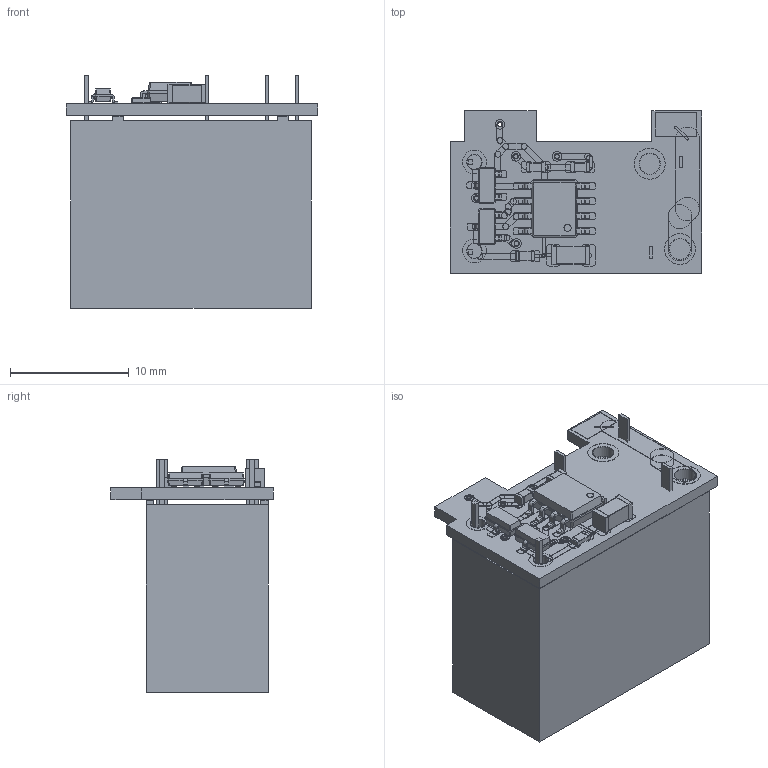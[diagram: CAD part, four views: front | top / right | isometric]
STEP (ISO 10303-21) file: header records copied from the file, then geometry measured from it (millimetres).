
FILE_DESCRIPTION(('KiCad electronic assembly'),'2;1');
FILE_NAME('bistable-relay.step','2024-11-26T16:26:52',('Pcbnew'),( 'Kicad'),'Open CASCADE STEP processor 7.6','KiCad to STEP converter' ,'Unknown');
FILE_SCHEMA(('AUTOMOTIVE_DESIGN { 1 0 10303 214 1 1 1 1 }'));
Length unit declared in the file: millimetre
Products named in the file (153): bistable-relay 1; C_0603_1608Metric; C_1206_3216Metric; R_0603_1608Metric; SOT-23; SOT_23; SOIC-8_3.9x4.9mm_P1.27mm; SOIC_8_39x49mm_P127mm; G5Q_14_EU; _autosave-bistable-relay_track_1; _autosave-bistable-relay_track_2; _autosave-bistable-relay_track_3; _autosave-bistable-relay_track_4; _autosave-bistable-relay_track_5; _autosave-bistable-relay_track_6; _autosave-bistable-relay_track_7; _autosave-bistable-relay_track_8; _autosave-bistable-relay_track_9; _autosave-bistable-relay_track_10; _autosave-bistable-relay_track_11; _autosave-bistable-relay_track_12; _autosave-bistable-relay_track_13; _autosave-bistable-relay_track_14; _autosave-bistable-relay_track_15; _autosave-bistable-relay_track_16; _autosave-bistable-relay_track_17; _autosave-bistable-relay_track_18; _autosave-bistable-relay_track_19; _autosave-bistable-relay_track_20; _autosave-bistable-relay_track_21; _autosave-bistable-relay_track_22; _autosave-bistable-relay_track_23; _autosave-bistable-relay_track_24; _autosave-bistable-relay_track_25; _autosave-bistable-relay_track_26; _autosave-bistable-relay_track_27; _autosave-bistable-relay_track_28; _autosave-bistable-relay_track_29; _autosave-bistable-relay_track_30; _autosave-bistable-relay_track_31 ...
Assembly tree (154 placements, depth 3):
  bistable-relay 1
    C_0603_1608Metric  x2
      C_0603_1608Metric
    C_1206_3216Metric
      C_1206_3216Metric
    R_0603_1608Metric
      R_0603_1608Metric
    SOT-23  x2
      SOT_23
    SOIC-8_3.9x4.9mm_P1.27mm
      SOIC_8_39x49mm_P127mm
    G5Q_14_EU
      G5Q_14_EU
    _autosave-bistable-relay_track_1
    _autosave-bistable-relay_track_2
    _autosave-bistable-relay_track_3
    _autosave-bistable-relay_track_4
    _autosave-bistable-relay_track_5
    _autosave-bistable-relay_track_6
    _autosave-bistable-relay_track_7
    _autosave-bistable-relay_track_8
    _autosave-bistable-relay_track_9
    _autosave-bistable-relay_track_10
    _autosave-bistable-relay_track_11
    _autosave-bistable-relay_track_12
    _autosave-bistable-relay_track_13
    _autosave-bistable-relay_track_14
    _autosave-bistable-relay_track_15
    _autosave-bistable-relay_track_16
    _autosave-bistable-relay_track_17
    _autosave-bistable-relay_track_18
    _autosave-bistable-relay_track_19
    _autosave-bistable-relay_track_20
    _autosave-bistable-relay_track_21
    _autosave-bistable-relay_track_22
    _autosave-bistable-relay_track_23
    _autosave-bistable-relay_track_24
    _autosave-bistable-relay_track_25
    _autosave-bistable-relay_track_26
    _autosave-bistable-relay_track_27
    _autosave-bistable-relay_track_28
    _autosave-bistable-relay_track_29
    _autosave-bistable-relay_track_30
    _autosave-bistable-relay_track_31
    _autosave-bistable-relay_track_32
    _autosave-bistable-relay_track_33
    _autosave-bistable-relay_track_34
    _autosave-bistable-relay_track_35
    _autosave-bistable-relay_track_36
    _autosave-bistable-relay_track_37
    _autosave-bistable-relay_track_38
    _autosave-bistable-relay_track_39
    _autosave-bistable-relay_track_40
    _autosave-bistable-relay_track_41
    _autosave-bistable-relay_track_42
    _autosave-bistable-relay_track_43
    _autosave-bistable-relay_track_44
    _autosave-bistable-relay_track_45
    _autosave-bistable-relay_track_46
    _autosave-bistable-relay_track_47
Bounding box: 21.2 x 13.69 x 19.6 mm (x, y, z)
Volume: 3615.5 mm3; surface area: 2616.7 mm2
Topology: 145 solids, 145 shells, 1634 faces, 3843 edges, 2514 vertices
Faces by surface type: plane 1177, cylinder 371, bspline 86
Full cylindrical faces by diameter (mm): 0.35 x43, 0.4 x16, 0.6 x1, 0.8 x16, 1.25 x6, 1.3 x4, 1.75 x9, 1.8 x4, 2 x4, 2.6 x4
Entity records: 49582 total; most frequent: CARTESIAN_POINT 7877, DIRECTION 7473, ORIENTED_EDGE 7182, EDGE_CURVE 3591, LINE 2833, VECTOR 2833, VERTEX_POINT 2360, AXIS2_PLACEMENT_3D 2320
